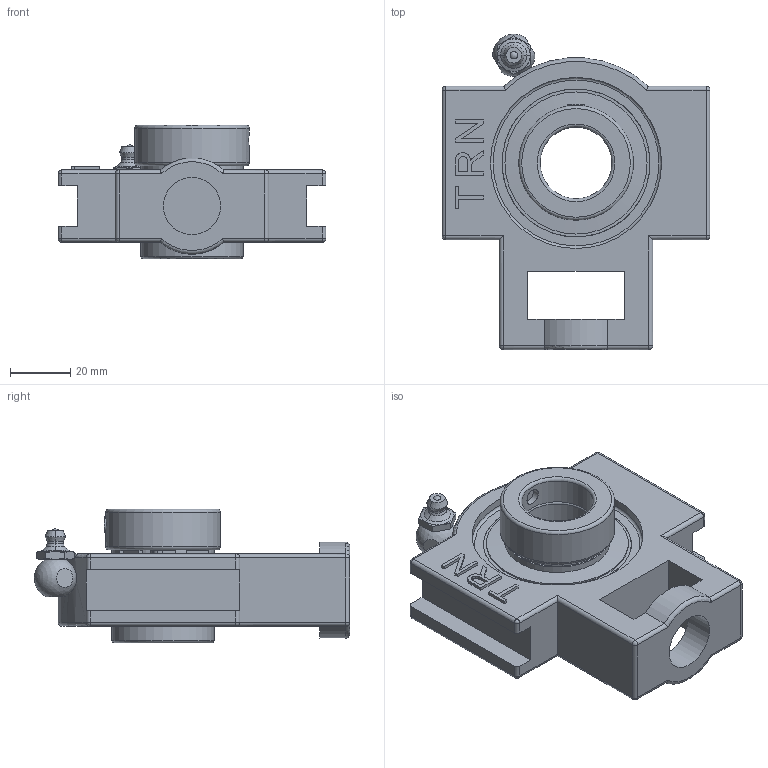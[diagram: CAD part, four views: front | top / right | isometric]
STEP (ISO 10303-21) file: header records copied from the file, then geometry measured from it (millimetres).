
FILE_DESCRIPTION(/* description */ ('Alibre Inc.'),/* implementation_level */ '2;1');
FILE_NAME(/* name */ 'export0',/* time_stamp */ '2015-12-23T11:34:22-08:00',/* author */ (''),/* organization */ (''),/* preprocessor_version */ 'ST-DEVELOPER v12',/* originating_system */ 'Alibre',/* authorisation */ '');
FILE_SCHEMA (('AUTOMOTIVE_DESIGN'));
Length unit declared in the file: inch
Products named in the file (9): 3
Bounding box: 89 x 104.76 x 44.39 mm (x, y, z)
Volume: 117759.1 mm3; surface area: 47948.3 mm2
Topology: 9 solids, 9 shells, 263 faces, 626 edges, 373 vertices
Faces by surface type: plane 102, cylinder 73, cone 28, sphere 21, bspline 20, torus 19
Full cylindrical faces by diameter (mm): 1.502 x2, 4.5 x1, 5.359 x2, 5.36 x1, 6 x4, 19 x1, 23.812 x2, 30.683 x2, 33.934 x3, 34.95 x2, 38.1 x1, 45.212 x1, 47.2 x2, 56.878 x2
Entity records: 8052 total; most frequent: CARTESIAN_POINT 2518, ORIENTED_EDGE 1076, DIRECTION 995, EDGE_CURVE 538, AXIS2_PLACEMENT_3D 423, VERTEX_POINT 348, FACE_BOUND 330, EDGE_LOOP 329
